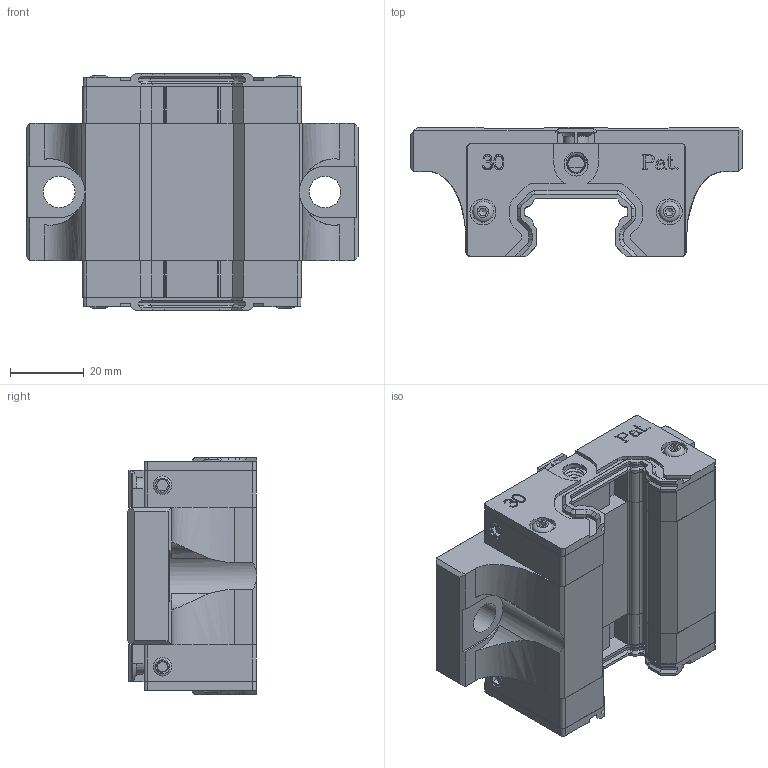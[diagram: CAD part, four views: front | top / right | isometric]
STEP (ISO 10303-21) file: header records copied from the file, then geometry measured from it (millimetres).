
FILE_DESCRIPTION(/* description */ (''),/* implementation_level */ '2;1');
FILE_NAME(/* name */ 'LGB_H30FSSS_Shrinkwrap.ipt.stp',/* time_stamp */ '2015-12-03T04:08:37+01:00',/* author */ ('RLI'),/* organization */ (''),/* preprocessor_version */ 'ST-DEVELOPER v15.6',/* originating_system */ 'Autodesk Inventor 2015',/* authorisation */ '');
FILE_SCHEMA (('AUTOMOTIVE_DESIGN { 1 0 10303 214 3 1 1 }'));
Length unit declared in the file: millimetre
Products named in the file (1): LGB_H30FSSS_Shrinkwrap
Bounding box: 89.95 x 35 x 64.2 mm (x, y, z)
Volume: 102366.8 mm3; surface area: 28078.9 mm2
Topology: 1 solids, 19 shells, 1182 faces, 3028 edges, 1942 vertices
Faces by surface type: plane 766, cylinder 236, cone 96, bspline 76, torus 8
Full cylindrical faces by diameter (mm): 3 x12, 3.4 x4, 3.6 x4, 4.4 x2, 5 x6, 5.7 x4, 6.5 x2, 7 x6, 7.2 x4, 8.6 x2, 9 x2
Entity records: 44986 total; most frequent: CARTESIAN_POINT 16083, ORIENTED_EDGE 5868, DIRECTION 5344, EDGE_CURVE 2934, LINE 2026, VECTOR 2026, VERTEX_POINT 1916, AXIS2_PLACEMENT_3D 1659
